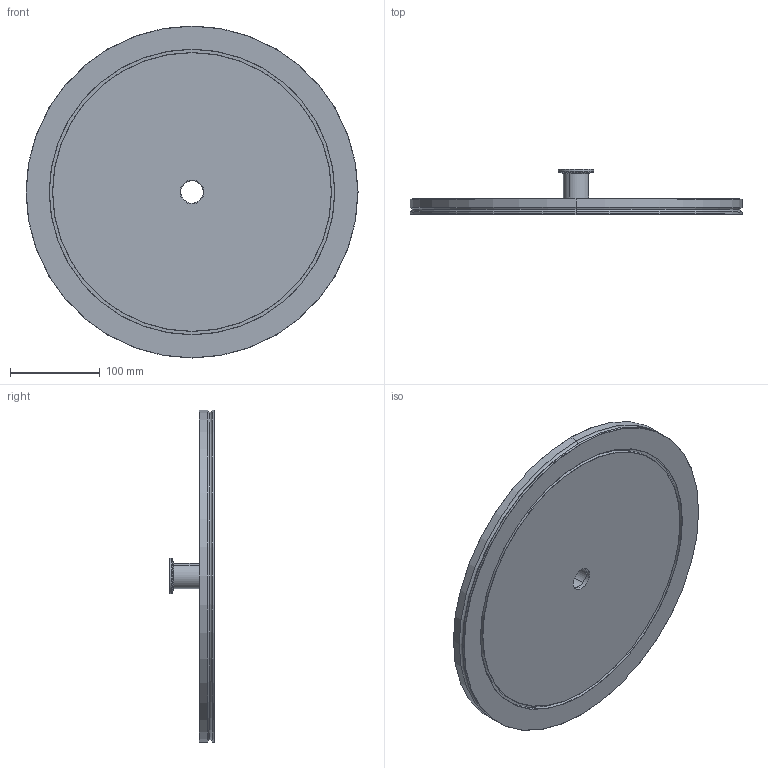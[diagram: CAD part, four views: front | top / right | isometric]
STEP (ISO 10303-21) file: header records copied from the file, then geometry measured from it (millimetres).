
FILE_DESCRIPTION (( 'STEP AP214' ), '1' );
FILE_NAME ('Hositrad_ISO320-25A.STEP', '2025-04-09T14:56:45', ( '' ), ( '' ), 'SwSTEP 2.0', 'SolidWorks 2022', '' );
FILE_SCHEMA (( 'AUTOMOTIVE_DESIGN' ));
Length unit declared in the file: millimetre
Products named in the file (3): KF25-28-All_L45,5; ISO-K320-28mm Weld Flange_ISO320; Hositrad_ISO320-25A
Assembly tree (2 placements, depth 2):
  Hositrad_ISO320-25A
    ISO-K320-28mm Weld Flange_ISO320
    KF25-28-All_L45,5
Bounding box: 370 x 50 x 370 mm (x, y, z)
Volume: 1776890.2 mm3; surface area: 260109.7 mm2
Topology: 2 solids, 2 shells, 56 faces, 112 edges, 66 vertices
Faces by surface type: cylinder 24, cone 16, plane 10, torus 6
Entity records: 1578 total; most frequent: DIRECTION 306, CARTESIAN_POINT 239, ORIENTED_EDGE 224, AXIS2_PLACEMENT_3D 133, EDGE_CURVE 112, CIRCLE 72, EDGE_LOOP 66, VERTEX_POINT 66
